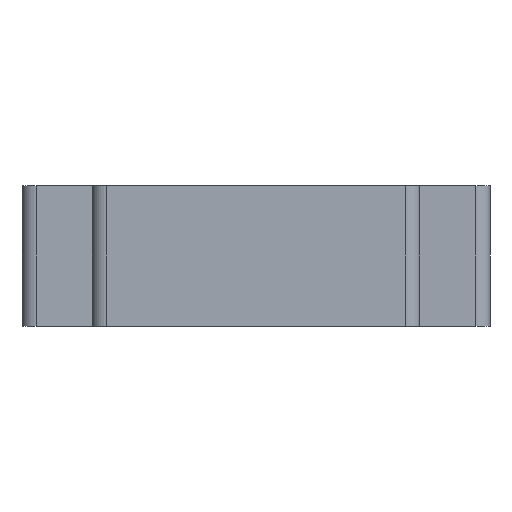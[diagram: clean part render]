
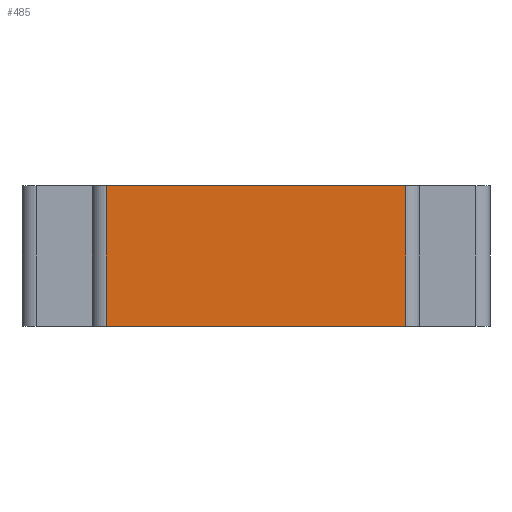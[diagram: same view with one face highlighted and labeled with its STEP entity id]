
A CAD part, front view. The second image highlights one B-rep face of the part: STEP entity #485.
In plain terms, the highlighted planar face has unit normal (0, -1, 0).
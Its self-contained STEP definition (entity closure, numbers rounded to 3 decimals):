
#19=PLANE('',#550);
#37=FACE_OUTER_BOUND('',#63,.T.);
#63=EDGE_LOOP('',(#373,#374,#375,#376));
#104=LINE('',#804,#152);
#105=LINE('',#808,#153);
#106=LINE('',#812,#154);
#107=LINE('',#813,#155);
#152=VECTOR('',#643,10.);
#153=VECTOR('',#648,10.);
#154=VECTOR('',#653,10.);
#155=VECTOR('',#654,10.);
#232=VERTEX_POINT('',#801);
#233=VERTEX_POINT('',#803);
#234=VERTEX_POINT('',#807);
#235=VERTEX_POINT('',#811);
#286=EDGE_CURVE('',#232,#233,#104,.T.);
#288=EDGE_CURVE('',#233,#234,#105,.T.);
#290=EDGE_CURVE('',#235,#232,#106,.T.);
#291=EDGE_CURVE('',#235,#234,#107,.T.);
#373=ORIENTED_EDGE('',*,*,#288,.F.);
#374=ORIENTED_EDGE('',*,*,#286,.F.);
#375=ORIENTED_EDGE('',*,*,#290,.F.);
#376=ORIENTED_EDGE('',*,*,#291,.T.);
#485=ADVANCED_FACE('',(#37),#19,.T.);
#550=AXIS2_PLACEMENT_3D('',#810,#651,#652);
#643=DIRECTION('',(1.,0.,0.));
#648=DIRECTION('',(0.,0.,-1.));
#651=DIRECTION('center_axis',(0.,-1.,0.));
#652=DIRECTION('ref_axis',(1.,0.,0.));
#653=DIRECTION('',(0.,0.,1.));
#654=DIRECTION('',(1.,0.,0.));
#801=CARTESIAN_POINT('',(-4.043,-6.9,3.));
#803=CARTESIAN_POINT('',(2.357,-6.9,3.));
#804=CARTESIAN_POINT('',(-4.343,-6.9,3.));
#807=CARTESIAN_POINT('',(2.357,-6.9,0.));
#808=CARTESIAN_POINT('',(2.357,-6.9,0.));
#810=CARTESIAN_POINT('Origin',(-4.343,-6.9,0.));
#811=CARTESIAN_POINT('',(-4.043,-6.9,0.));
#812=CARTESIAN_POINT('',(-4.043,-6.9,0.));
#813=CARTESIAN_POINT('',(-4.343,-6.9,0.));
